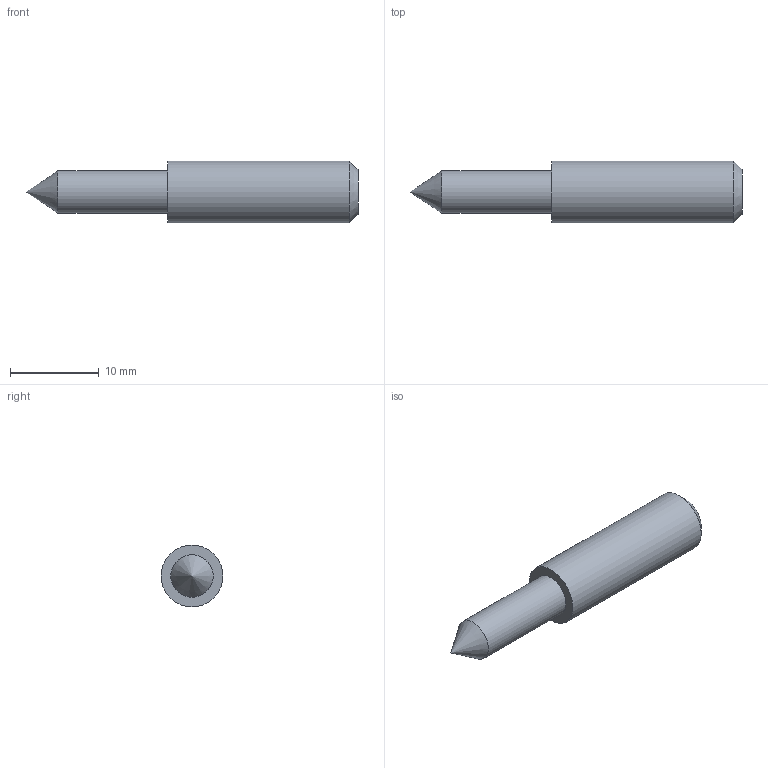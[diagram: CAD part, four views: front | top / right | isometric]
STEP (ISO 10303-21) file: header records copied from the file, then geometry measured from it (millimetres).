
FILE_DESCRIPTION(/* description */ ('VITE MANIG.SOFF. 4,8X16 TESTA H.21,5 /AV'),/* implementation_level */ '2;1');
FILE_NAME(/* name */ 'DVIXX0000004-XT10207.stp',/* time_stamp */ '2019-12-16T16:26:44+01:00',/* author */ ('fzagni'),/* organization */ (''),/* preprocessor_version */ 'ST-DEVELOPER v17.2',/* originating_system */ 'Autodesk Inventor 2019',/* authorisation */ '');
FILE_SCHEMA (('AUTOMOTIVE_DESIGN { 1 0 10303 214 3 1 1 }'));
Length unit declared in the file: millimetre
Products named in the file (1): XT10207
Bounding box: 37.5 x 7 x 7 mm (x, y, z)
Volume: 990.8 mm3; surface area: 821.1 mm2
Topology: 1 solids, 1 shells, 13 faces, 32 edges, 22 vertices
Faces by surface type: plane 9, cone 2, cylinder 2
Full cylindrical faces by diameter (mm): 4.8 x1, 7 x1
Entity records: 427 total; most frequent: DIRECTION 68, CARTESIAN_POINT 67, ORIENTED_EDGE 62, EDGE_CURVE 31, AXIS2_PLACEMENT_3D 23, LINE 22, VECTOR 22, VERTEX_POINT 22
